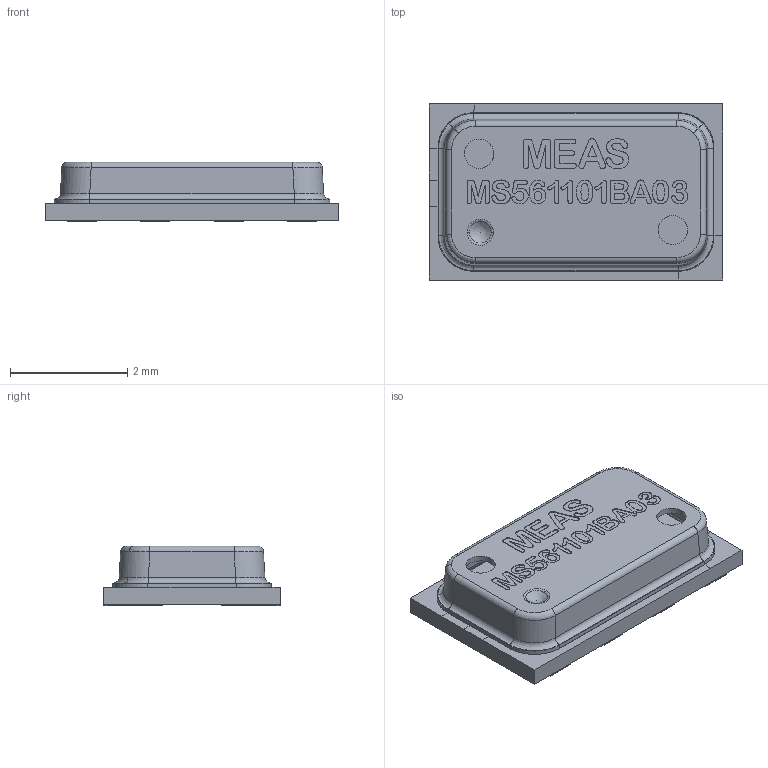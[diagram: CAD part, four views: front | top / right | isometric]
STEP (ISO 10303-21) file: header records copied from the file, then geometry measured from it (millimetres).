
FILE_DESCRIPTION(/* description */ (''),/* implementation_level */ '2;1');
FILE_NAME(/* name */ 'MS5611-01BA03',/* time_stamp */ '2020-05-21T12:31:08+02:00',/* author */ (''),/* organization */ (''),/* preprocessor_version */ 'ST-DEVELOPER v16.5',/* originating_system */ '',/* authorisation */ '');
FILE_SCHEMA (('AUTOMOTIVE_DESIGN'));
Length unit declared in the file: millimetre
Products named in the file (1): Document
Bounding box: 5 x 3 x 1.02 mm (x, y, z)
Volume: 0.1 mm3; surface area: 63.2 mm2
Topology: 8 solids, 34 shells, 267 faces, 721 edges, 497 vertices
Faces by surface type: bspline 168, plane 99
Entity records: 12587 total; most frequent: CARTESIAN_POINT 7826, ORIENTED_EDGE 1218, EDGE_CURVE 720, B_SPLINE_CURVE_WITH_KNOTS 639, VERTEX_POINT 497, EDGE_LOOP 294, ADVANCED_FACE 267, FACE_OUTER_BOUND 267
